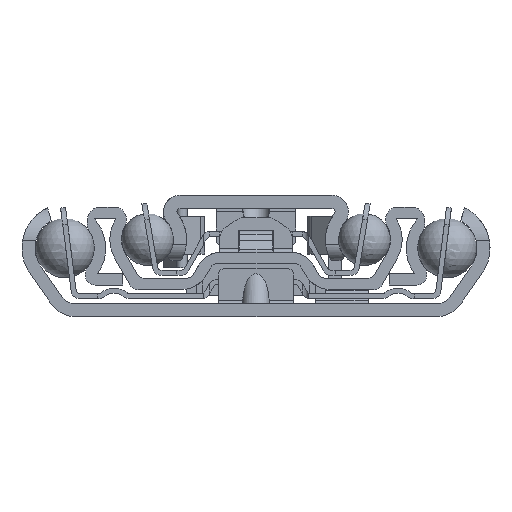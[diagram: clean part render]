
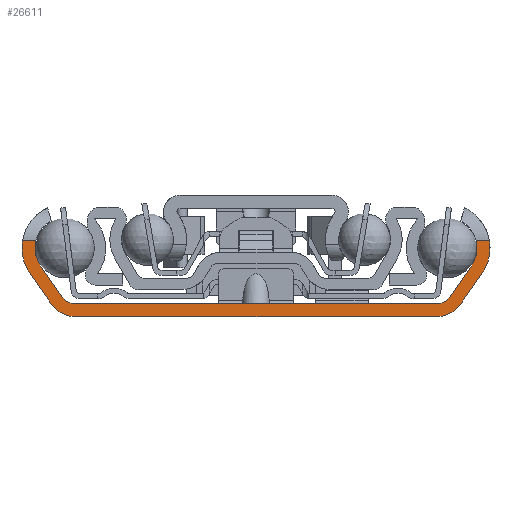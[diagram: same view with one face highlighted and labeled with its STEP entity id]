
A CAD part, left-side view. The second image highlights one B-rep face of the part: STEP entity #26611.
In plain terms, the highlighted planar face has unit normal (-1, 0, 0).
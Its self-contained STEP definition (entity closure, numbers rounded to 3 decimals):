
#520=PLANE('',#28493);
#1576=FACE_OUTER_BOUND('',#2963,.T.);
#2963=EDGE_LOOP('',(#18685,#18686,#18687,#18688,#18689,#18690,#18691,#18692,
#18693,#18694,#18695,#18696,#18697,#18698,#18699,#18700));
#4306=LINE('',#39134,#6911);
#4522=LINE('',#40566,#7127);
#4570=LINE('',#40763,#7175);
#4571=LINE('',#40778,#7176);
#4575=LINE('',#40789,#7180);
#4577=LINE('',#40796,#7182);
#4580=LINE('',#40805,#7185);
#4582=LINE('',#40812,#7187);
#6911=VECTOR('',#30910,10.);
#7127=VECTOR('',#31672,10.);
#7175=VECTOR('',#31812,10.);
#7176=VECTOR('',#31817,10.);
#7180=VECTOR('',#31833,10.);
#7182=VECTOR('',#31841,10.);
#7185=VECTOR('',#31854,10.);
#7187=VECTOR('',#31862,10.);
#9621=CIRCLE('',#28353,6.725);
#9630=CIRCLE('',#28364,4.75);
#9667=CIRCLE('',#28478,4.5);
#9668=CIRCLE('',#28481,4.75);
#9669=CIRCLE('',#28484,2.25);
#9670=CIRCLE('',#28486,2.25);
#9671=CIRCLE('',#28489,6.725);
#9672=CIRCLE('',#28492,4.5);
#10781=VERTEX_POINT('',#39132);
#10782=VERTEX_POINT('',#39133);
#10992=VERTEX_POINT('',#40308);
#10993=VERTEX_POINT('',#40321);
#11005=VERTEX_POINT('',#40351);
#11006=VERTEX_POINT('',#40362);
#11069=VERTEX_POINT('',#40564);
#11070=VERTEX_POINT('',#40565);
#11107=VERTEX_POINT('',#40749);
#11109=VERTEX_POINT('',#40766);
#11111=VERTEX_POINT('',#40785);
#11112=VERTEX_POINT('',#40791);
#11113=VERTEX_POINT('',#40795);
#11114=VERTEX_POINT('',#40801);
#11115=VERTEX_POINT('',#40807);
#11116=VERTEX_POINT('',#40811);
#13522=EDGE_CURVE('',#10781,#10782,#4306,.T.);
#13827=EDGE_CURVE('',#10992,#10993,#9621,.T.);
#13844=EDGE_CURVE('',#11005,#11006,#9630,.T.);
#13946=EDGE_CURVE('',#11069,#11070,#4522,.T.);
#14016=EDGE_CURVE('',#11107,#11005,#4570,.T.);
#14019=EDGE_CURVE('',#11109,#10992,#4571,.T.);
#14023=EDGE_CURVE('',#11111,#11069,#9667,.T.);
#14025=EDGE_CURVE('',#10993,#11111,#4575,.T.);
#14027=EDGE_CURVE('',#11112,#11109,#9668,.T.);
#14028=EDGE_CURVE('',#11113,#11112,#4577,.T.);
#14030=EDGE_CURVE('',#10782,#11113,#9669,.T.);
#14031=EDGE_CURVE('',#11114,#10781,#9670,.T.);
#14033=EDGE_CURVE('',#11006,#11114,#4580,.T.);
#14035=EDGE_CURVE('',#11115,#11107,#9671,.T.);
#14036=EDGE_CURVE('',#11116,#11115,#4582,.T.);
#14038=EDGE_CURVE('',#11070,#11116,#9672,.T.);
#18685=ORIENTED_EDGE('',*,*,#14019,.F.);
#18686=ORIENTED_EDGE('',*,*,#14027,.F.);
#18687=ORIENTED_EDGE('',*,*,#14028,.F.);
#18688=ORIENTED_EDGE('',*,*,#14030,.F.);
#18689=ORIENTED_EDGE('',*,*,#13522,.F.);
#18690=ORIENTED_EDGE('',*,*,#14031,.F.);
#18691=ORIENTED_EDGE('',*,*,#14033,.F.);
#18692=ORIENTED_EDGE('',*,*,#13844,.F.);
#18693=ORIENTED_EDGE('',*,*,#14016,.F.);
#18694=ORIENTED_EDGE('',*,*,#14035,.F.);
#18695=ORIENTED_EDGE('',*,*,#14036,.F.);
#18696=ORIENTED_EDGE('',*,*,#14038,.F.);
#18697=ORIENTED_EDGE('',*,*,#13946,.F.);
#18698=ORIENTED_EDGE('',*,*,#14023,.F.);
#18699=ORIENTED_EDGE('',*,*,#14025,.F.);
#18700=ORIENTED_EDGE('',*,*,#13827,.F.);
#26611=ADVANCED_FACE('',(#1576),#520,.F.);
#28353=AXIS2_PLACEMENT_3D('',#40322,#31442,#31443);
#28364=AXIS2_PLACEMENT_3D('',#40363,#31471,#31472);
#28478=AXIS2_PLACEMENT_3D('',#40786,#31828,#31829);
#28481=AXIS2_PLACEMENT_3D('',#40793,#31837,#31838);
#28484=AXIS2_PLACEMENT_3D('',#40799,#31845,#31846);
#28486=AXIS2_PLACEMENT_3D('',#40802,#31849,#31850);
#28489=AXIS2_PLACEMENT_3D('',#40809,#31858,#31859);
#28492=AXIS2_PLACEMENT_3D('',#40815,#31866,#31867);
#28493=AXIS2_PLACEMENT_3D('',#40816,#31868,#31869);
#30910=DIRECTION('',(0.,-1.,0.));
#31442=DIRECTION('center_axis',(1.,0.,0.));
#31443=DIRECTION('ref_axis',(0.,-0.421,0.907));
#31471=DIRECTION('center_axis',(-1.,0.,0.));
#31472=DIRECTION('ref_axis',(0.,-0.819,0.574));
#31672=DIRECTION('',(0.,1.,0.));
#31812=DIRECTION('',(0.,-1.,0.));
#31817=DIRECTION('',(0.,-1.,0.));
#31828=DIRECTION('center_axis',(1.,0.,0.));
#31829=DIRECTION('ref_axis',(0.,-0.819,-0.574));
#31833=DIRECTION('',(0.,0.574,-0.819));
#31837=DIRECTION('center_axis',(-1.,0.,0.));
#31838=DIRECTION('ref_axis',(0.,0.489,-0.872));
#31841=DIRECTION('',(0.,-0.574,0.819));
#31845=DIRECTION('center_axis',(-1.,0.,0.));
#31846=DIRECTION('ref_axis',(0.,0.819,0.574));
#31849=DIRECTION('center_axis',(-1.,0.,0.));
#31850=DIRECTION('ref_axis',(0.,0.,1.));
#31854=DIRECTION('',(0.,-0.574,-0.819));
#31858=DIRECTION('center_axis',(1.,0.,0.));
#31859=DIRECTION('ref_axis',(0.,0.819,-0.574));
#31862=DIRECTION('',(0.,0.574,0.819));
#31866=DIRECTION('center_axis',(1.,0.,0.));
#31867=DIRECTION('ref_axis',(0.,0.,-1.));
#31868=DIRECTION('center_axis',(1.,0.,0.));
#31869=DIRECTION('ref_axis',(0.,0.,-1.));
#39132=CARTESIAN_POINT('',(0.,27.471,2.));
#39133=CARTESIAN_POINT('',(0.,-27.471,2.));
#39134=CARTESIAN_POINT('',(0.,27.471,2.));
#40308=CARTESIAN_POINT('',(0.,-35.359,11.5));
#40321=CARTESIAN_POINT('',(0.,-34.234,6.543));
#40322=CARTESIAN_POINT('Origin',(0.,-28.725,10.4));
#40351=CARTESIAN_POINT('',(0.,33.346,11.5));
#40362=CARTESIAN_POINT('',(0.,32.616,7.676));
#40363=CARTESIAN_POINT('Origin',(0.,28.725,10.4));
#40564=CARTESIAN_POINT('',(0.,-27.31,0.));
#40565=CARTESIAN_POINT('',(0.,27.31,0.));
#40566=CARTESIAN_POINT('',(0.,0.,0.));
#40749=CARTESIAN_POINT('',(0.,35.359,11.5));
#40763=CARTESIAN_POINT('',(0.,0.,11.5));
#40766=CARTESIAN_POINT('',(0.,-33.346,11.5));
#40778=CARTESIAN_POINT('',(0.,0.,11.5));
#40785=CARTESIAN_POINT('',(0.,-30.996,1.919));
#40786=CARTESIAN_POINT('Origin',(0.,-27.31,4.5));
#40789=CARTESIAN_POINT('',(0.,-34.234,6.543));
#40791=CARTESIAN_POINT('',(0.,-32.616,7.676));
#40793=CARTESIAN_POINT('Origin',(0.,-28.725,10.4));
#40795=CARTESIAN_POINT('',(0.,-29.314,2.959));
#40796=CARTESIAN_POINT('',(0.,-29.314,2.959));
#40799=CARTESIAN_POINT('Origin',(0.,-27.471,4.25));
#40801=CARTESIAN_POINT('',(0.,29.314,2.959));
#40802=CARTESIAN_POINT('Origin',(0.,27.471,4.25));
#40805=CARTESIAN_POINT('',(0.,32.616,7.676));
#40807=CARTESIAN_POINT('',(0.,34.234,6.543));
#40809=CARTESIAN_POINT('Origin',(0.,28.725,10.4));
#40811=CARTESIAN_POINT('',(0.,30.996,1.919));
#40812=CARTESIAN_POINT('',(0.,30.996,1.919));
#40815=CARTESIAN_POINT('Origin',(0.,27.31,4.5));
#40816=CARTESIAN_POINT('Origin',(0.,0.,3.636));
